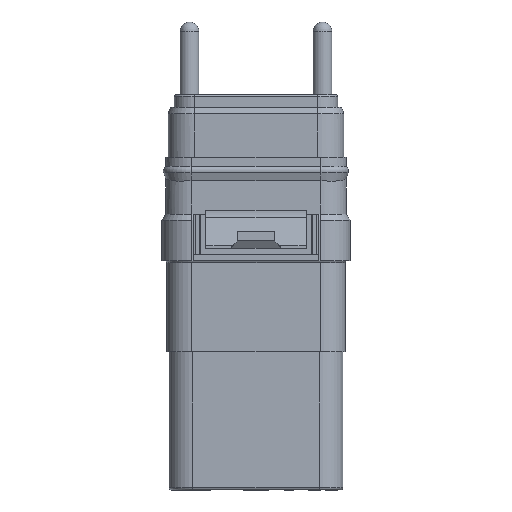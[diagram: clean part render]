
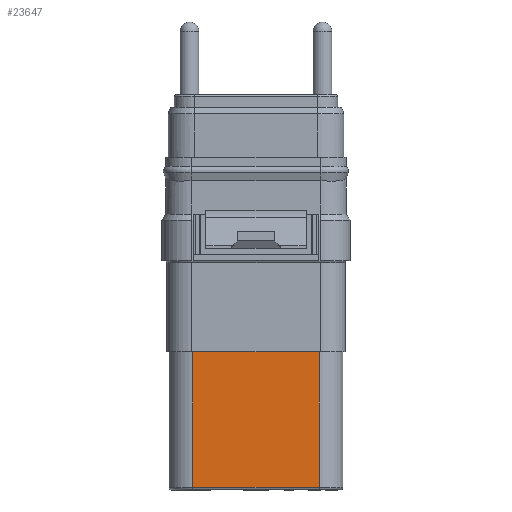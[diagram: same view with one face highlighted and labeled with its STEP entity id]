
A CAD part, front view. The second image highlights one B-rep face of the part: STEP entity #23647.
In plain terms, the highlighted planar face has unit normal (0, -1, 0).
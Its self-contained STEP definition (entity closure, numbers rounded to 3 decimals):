
#46=DIRECTION('',(1.,0.,0.));
#47=VECTOR('',#46,10.05);
#48=CARTESIAN_POINT('',(-5.025,-5.8,-7.46));
#49=LINE('',#48,#47);
#5698=DIRECTION('',(0.,0.,-1.));
#5699=VECTOR('',#5698,10.8);
#5700=CARTESIAN_POINT('',(5.025,-5.8,-7.46));
#5701=LINE('',#5700,#5699);
#5702=DIRECTION('',(-1.,0.,0.));
#5703=VECTOR('',#5702,10.05);
#5704=CARTESIAN_POINT('',(5.025,-5.8,-18.26));
#5705=LINE('',#5704,#5703);
#5706=DIRECTION('',(0.,0.,-1.));
#5707=VECTOR('',#5706,10.8);
#5708=CARTESIAN_POINT('',(-5.025,-5.8,-7.46));
#5709=LINE('',#5708,#5707);
#15597=CARTESIAN_POINT('',(5.025,-5.8,-18.26));
#15599=VERTEX_POINT('',#15597);
#15602=CARTESIAN_POINT('',(-5.025,-5.8,-18.26));
#15603=VERTEX_POINT('',#15602);
#15893=CARTESIAN_POINT('',(-5.025,-5.8,-7.46));
#15894=CARTESIAN_POINT('',(5.025,-5.8,-7.46));
#15895=VERTEX_POINT('',#15893);
#15896=VERTEX_POINT('',#15894);
#23635=CARTESIAN_POINT('',(-6.925,-5.8,-18.46));
#23636=DIRECTION('',(0.,-1.,0.));
#23637=DIRECTION('',(1.,0.,0.));
#23638=AXIS2_PLACEMENT_3D('',#23635,#23636,#23637);
#23639=PLANE('',#23638);
#23640=ORIENTED_EDGE('',*,*,#17846,.T.);
#23642=ORIENTED_EDGE('',*,*,#23641,.T.);
#23643=ORIENTED_EDGE('',*,*,#23548,.T.);
#23644=ORIENTED_EDGE('',*,*,#23628,.F.);
#23645=EDGE_LOOP('',(#23640,#23642,#23643,#23644));
#23646=FACE_OUTER_BOUND('',#23645,.F.);
#23647=ADVANCED_FACE('',(#23646),#23639,.T.);
#17846=EDGE_CURVE('',#15895,#15896,#49,.T.);
#23548=EDGE_CURVE('',#15599,#15603,#5705,.T.);
#23628=EDGE_CURVE('',#15895,#15603,#5709,.T.);
#23641=EDGE_CURVE('',#15896,#15599,#5701,.T.);
